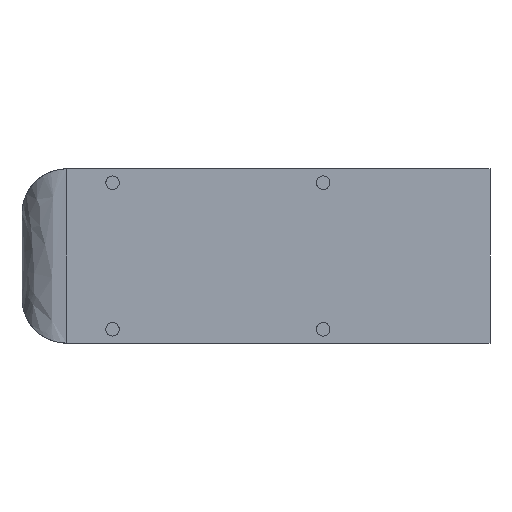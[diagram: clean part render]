
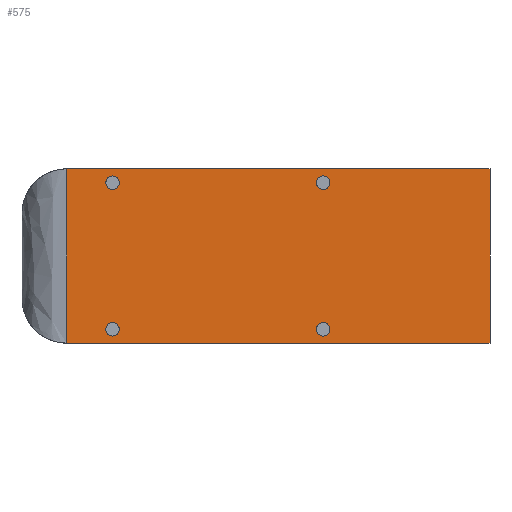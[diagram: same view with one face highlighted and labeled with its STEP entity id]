
A CAD part, front view. The second image highlights one B-rep face of the part: STEP entity #575.
In plain terms, the highlighted free-form (B-spline) face has degree [1, 1] with [2, 2] control points.
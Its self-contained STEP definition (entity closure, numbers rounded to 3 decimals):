
#575 = ADVANCED_FACE('',(#576,#606,#628,#650,#672),#694,.T.);
#576 = FACE_BOUND('',#577,.T.);
#577 = EDGE_LOOP('',(#578,#587,#594,#601));
#578 = ORIENTED_EDGE('',*,*,#579,.T.);
#579 = EDGE_CURVE('',#580,#582,#584,.T.);
#580 = VERTEX_POINT('',#581);
#581 = CARTESIAN_POINT('',(-339.591,40.236,-156.517
    ));
#582 = VERTEX_POINT('',#583);
#583 = CARTESIAN_POINT('',(420.062,40.236,-156.517
    ));
#584 = B_SPLINE_CURVE_WITH_KNOTS('',1,(#585,#586),.UNSPECIFIED.,.F.,.F.,
  (2,2),(0.,944.),.PIECEWISE_BEZIER_KNOTS.);
#585 = CARTESIAN_POINT('',(-339.591,40.236,-156.517
    ));
#586 = CARTESIAN_POINT('',(420.062,40.236,-156.517
    ));
#587 = ORIENTED_EDGE('',*,*,#588,.T.);
#588 = EDGE_CURVE('',#582,#589,#591,.T.);
#589 = VERTEX_POINT('',#590);
#590 = CARTESIAN_POINT('',(420.062,40.236,
    156.517));
#591 = B_SPLINE_CURVE_WITH_KNOTS('',1,(#592,#593),.UNSPECIFIED.,.F.,.F.,
  (2,2),(0.,389.),.PIECEWISE_BEZIER_KNOTS.);
#592 = CARTESIAN_POINT('',(420.062,40.236,-156.517
    ));
#593 = CARTESIAN_POINT('',(420.062,40.236,
    156.517));
#594 = ORIENTED_EDGE('',*,*,#595,.T.);
#595 = EDGE_CURVE('',#589,#596,#598,.T.);
#596 = VERTEX_POINT('',#597);
#597 = CARTESIAN_POINT('',(-339.591,40.236,
    156.517));
#598 = B_SPLINE_CURVE_WITH_KNOTS('',1,(#599,#600),.UNSPECIFIED.,.F.,.F.,
  (2,2),(0.,944.),.PIECEWISE_BEZIER_KNOTS.);
#599 = CARTESIAN_POINT('',(420.062,40.236,
    156.517));
#600 = CARTESIAN_POINT('',(-339.591,40.236,
    156.517));
#601 = ORIENTED_EDGE('',*,*,#602,.T.);
#602 = EDGE_CURVE('',#596,#580,#603,.T.);
#603 = B_SPLINE_CURVE_WITH_KNOTS('',1,(#604,#605),.UNSPECIFIED.,.F.,.F.,
  (2,2),(0.,389.),.PIECEWISE_BEZIER_KNOTS.);
#604 = CARTESIAN_POINT('',(-339.591,40.236,
    156.517));
#605 = CARTESIAN_POINT('',(-339.591,40.236,-156.517
    ));
#606 = FACE_BOUND('',#607,.T.);
#607 = EDGE_LOOP('',(#608,#620));
#608 = ORIENTED_EDGE('',*,*,#609,.T.);
#609 = EDGE_CURVE('',#610,#612,#614,.T.);
#610 = VERTEX_POINT('',#611);
#611 = CARTESIAN_POINT('',(108.637,40.236,
    131.571));
#612 = VERTEX_POINT('',#613);
#613 = CARTESIAN_POINT('',(132.778,40.236,
    131.571));
#614 = ( BOUNDED_CURVE() B_SPLINE_CURVE(2,(#615,#616,#617,#618,#619),
.UNSPECIFIED.,.F.,.F.) B_SPLINE_CURVE_WITH_KNOTS((3,2,3),(0.,
1.571,3.142),.PIECEWISE_BEZIER_KNOTS.) CURVE() 
GEOMETRIC_REPRESENTATION_ITEM() RATIONAL_B_SPLINE_CURVE((1.,
0.707,1.,0.707,1.)) REPRESENTATION_ITEM('') );
#615 = CARTESIAN_POINT('',(108.637,40.236,
    131.571));
#616 = CARTESIAN_POINT('',(108.637,40.236,
    143.642));
#617 = CARTESIAN_POINT('',(120.708,40.236,
    143.642));
#618 = CARTESIAN_POINT('',(132.778,40.236,
    143.642));
#619 = CARTESIAN_POINT('',(132.778,40.236,
    131.571));
#620 = ORIENTED_EDGE('',*,*,#621,.T.);
#621 = EDGE_CURVE('',#612,#610,#622,.T.);
#622 = ( BOUNDED_CURVE() B_SPLINE_CURVE(2,(#623,#624,#625,#626,#627),
.UNSPECIFIED.,.F.,.F.) B_SPLINE_CURVE_WITH_KNOTS((3,2,3),(0.,
1.571,3.142),.PIECEWISE_BEZIER_KNOTS.) CURVE() 
GEOMETRIC_REPRESENTATION_ITEM() RATIONAL_B_SPLINE_CURVE((1.,
0.707,1.,0.707,1.)) REPRESENTATION_ITEM('') );
#623 = CARTESIAN_POINT('',(132.778,40.236,
    131.571));
#624 = CARTESIAN_POINT('',(132.778,40.236,119.5
    ));
#625 = CARTESIAN_POINT('',(120.708,40.236,119.5
    ));
#626 = CARTESIAN_POINT('',(108.637,40.236,119.5
    ));
#627 = CARTESIAN_POINT('',(108.637,40.236,
    131.571));
#628 = FACE_BOUND('',#629,.T.);
#629 = EDGE_LOOP('',(#630,#642));
#630 = ORIENTED_EDGE('',*,*,#631,.T.);
#631 = EDGE_CURVE('',#632,#634,#636,.T.);
#632 = VERTEX_POINT('',#633);
#633 = CARTESIAN_POINT('',(-269.58,40.236,131.571
    ));
#634 = VERTEX_POINT('',#635);
#635 = CARTESIAN_POINT('',(-245.439,40.236,
    131.571));
#636 = ( BOUNDED_CURVE() B_SPLINE_CURVE(2,(#637,#638,#639,#640,#641),
.UNSPECIFIED.,.F.,.F.) B_SPLINE_CURVE_WITH_KNOTS((3,2,3),(0.,
1.571,3.142),.PIECEWISE_BEZIER_KNOTS.) CURVE() 
GEOMETRIC_REPRESENTATION_ITEM() RATIONAL_B_SPLINE_CURVE((1.,
0.707,1.,0.707,1.)) REPRESENTATION_ITEM('') );
#637 = CARTESIAN_POINT('',(-269.58,40.236,131.571
    ));
#638 = CARTESIAN_POINT('',(-269.58,40.236,143.642
    ));
#639 = CARTESIAN_POINT('',(-257.509,40.236,
    143.642));
#640 = CARTESIAN_POINT('',(-245.439,40.236,
    143.642));
#641 = CARTESIAN_POINT('',(-245.439,40.236,
    131.571));
#642 = ORIENTED_EDGE('',*,*,#643,.T.);
#643 = EDGE_CURVE('',#634,#632,#644,.T.);
#644 = ( BOUNDED_CURVE() B_SPLINE_CURVE(2,(#645,#646,#647,#648,#649),
.UNSPECIFIED.,.F.,.F.) B_SPLINE_CURVE_WITH_KNOTS((3,2,3),(0.,
1.571,3.142),.PIECEWISE_BEZIER_KNOTS.) CURVE() 
GEOMETRIC_REPRESENTATION_ITEM() RATIONAL_B_SPLINE_CURVE((1.,
0.707,1.,0.707,1.)) REPRESENTATION_ITEM('') );
#645 = CARTESIAN_POINT('',(-245.439,40.236,
    131.571));
#646 = CARTESIAN_POINT('',(-245.439,40.236,119.5
    ));
#647 = CARTESIAN_POINT('',(-257.509,40.236,119.5
    ));
#648 = CARTESIAN_POINT('',(-269.58,40.236,119.5)
  );
#649 = CARTESIAN_POINT('',(-269.58,40.236,131.571
    ));
#650 = FACE_BOUND('',#651,.T.);
#651 = EDGE_LOOP('',(#652,#664));
#652 = ORIENTED_EDGE('',*,*,#653,.T.);
#653 = EDGE_CURVE('',#654,#656,#658,.T.);
#654 = VERTEX_POINT('',#655);
#655 = CARTESIAN_POINT('',(108.637,40.236,
    -131.571));
#656 = VERTEX_POINT('',#657);
#657 = CARTESIAN_POINT('',(132.778,40.236,
    -131.571));
#658 = ( BOUNDED_CURVE() B_SPLINE_CURVE(2,(#659,#660,#661,#662,#663),
.UNSPECIFIED.,.F.,.F.) B_SPLINE_CURVE_WITH_KNOTS((3,2,3),(0.,
1.571,3.142),.PIECEWISE_BEZIER_KNOTS.) CURVE() 
GEOMETRIC_REPRESENTATION_ITEM() RATIONAL_B_SPLINE_CURVE((1.,
0.707,1.,0.707,1.)) REPRESENTATION_ITEM('') );
#659 = CARTESIAN_POINT('',(108.637,40.236,
    -131.571));
#660 = CARTESIAN_POINT('',(108.637,40.236,
    -119.5));
#661 = CARTESIAN_POINT('',(120.708,40.236,
    -119.5));
#662 = CARTESIAN_POINT('',(132.778,40.236,
    -119.5));
#663 = CARTESIAN_POINT('',(132.778,40.236,
    -131.571));
#664 = ORIENTED_EDGE('',*,*,#665,.T.);
#665 = EDGE_CURVE('',#656,#654,#666,.T.);
#666 = ( BOUNDED_CURVE() B_SPLINE_CURVE(2,(#667,#668,#669,#670,#671),
.UNSPECIFIED.,.F.,.F.) B_SPLINE_CURVE_WITH_KNOTS((3,2,3),(0.,
1.571,3.142),.PIECEWISE_BEZIER_KNOTS.) CURVE() 
GEOMETRIC_REPRESENTATION_ITEM() RATIONAL_B_SPLINE_CURVE((1.,
0.707,1.,0.707,1.)) REPRESENTATION_ITEM('') );
#667 = CARTESIAN_POINT('',(132.778,40.236,
    -131.571));
#668 = CARTESIAN_POINT('',(132.778,40.236,
    -143.642));
#669 = CARTESIAN_POINT('',(120.708,40.236,
    -143.642));
#670 = CARTESIAN_POINT('',(108.637,40.236,
    -143.642));
#671 = CARTESIAN_POINT('',(108.637,40.236,
    -131.571));
#672 = FACE_BOUND('',#673,.T.);
#673 = EDGE_LOOP('',(#674,#686));
#674 = ORIENTED_EDGE('',*,*,#675,.T.);
#675 = EDGE_CURVE('',#676,#678,#680,.T.);
#676 = VERTEX_POINT('',#677);
#677 = CARTESIAN_POINT('',(-269.58,40.236,-131.571
    ));
#678 = VERTEX_POINT('',#679);
#679 = CARTESIAN_POINT('',(-245.439,40.236,
    -131.571));
#680 = ( BOUNDED_CURVE() B_SPLINE_CURVE(2,(#681,#682,#683,#684,#685),
.UNSPECIFIED.,.F.,.F.) B_SPLINE_CURVE_WITH_KNOTS((3,2,3),(0.,
1.571,3.142),.PIECEWISE_BEZIER_KNOTS.) CURVE() 
GEOMETRIC_REPRESENTATION_ITEM() RATIONAL_B_SPLINE_CURVE((1.,
0.707,1.,0.707,1.)) REPRESENTATION_ITEM('') );
#681 = CARTESIAN_POINT('',(-269.58,40.236,-131.571
    ));
#682 = CARTESIAN_POINT('',(-269.58,40.236,-119.5
    ));
#683 = CARTESIAN_POINT('',(-257.509,40.236,
    -119.5));
#684 = CARTESIAN_POINT('',(-245.439,40.236,
    -119.5));
#685 = CARTESIAN_POINT('',(-245.439,40.236,
    -131.571));
#686 = ORIENTED_EDGE('',*,*,#687,.T.);
#687 = EDGE_CURVE('',#678,#676,#688,.T.);
#688 = ( BOUNDED_CURVE() B_SPLINE_CURVE(2,(#689,#690,#691,#692,#693),
.UNSPECIFIED.,.F.,.F.) B_SPLINE_CURVE_WITH_KNOTS((3,2,3),(0.,
1.571,3.142),.PIECEWISE_BEZIER_KNOTS.) CURVE() 
GEOMETRIC_REPRESENTATION_ITEM() RATIONAL_B_SPLINE_CURVE((1.,
0.707,1.,0.707,1.)) REPRESENTATION_ITEM('') );
#689 = CARTESIAN_POINT('',(-245.439,40.236,
    -131.571));
#690 = CARTESIAN_POINT('',(-245.439,40.236,
    -143.642));
#691 = CARTESIAN_POINT('',(-257.509,40.236,
    -143.642));
#692 = CARTESIAN_POINT('',(-269.58,40.236,-143.642
    ));
#693 = CARTESIAN_POINT('',(-269.58,40.236,-131.571
    ));
#694 = B_SPLINE_SURFACE_WITH_KNOTS('',1,1,(
    (#695,#696)
    ,(#697,#698
  )),.UNSPECIFIED.,.F.,.F.,.F.,(2,2),(2,2),(-18.88,962.88),(-7.78,396.78
    ),.PIECEWISE_BEZIER_KNOTS.);
#695 = CARTESIAN_POINT('',(-354.784,40.236,
    -162.778));
#696 = CARTESIAN_POINT('',(-354.784,40.236,162.778
    ));
#697 = CARTESIAN_POINT('',(435.255,40.236,
    -162.778));
#698 = CARTESIAN_POINT('',(435.255,40.236,162.778
    ));
